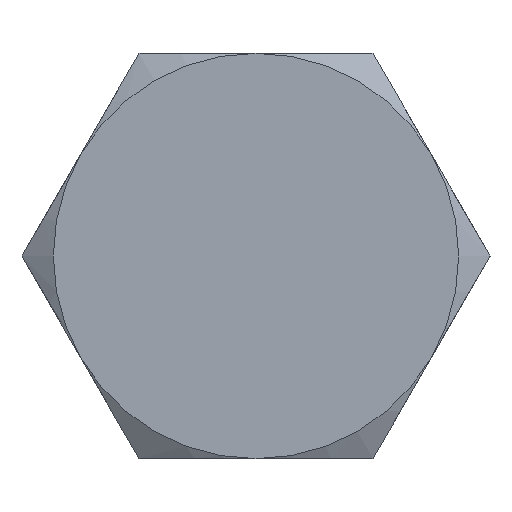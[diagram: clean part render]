
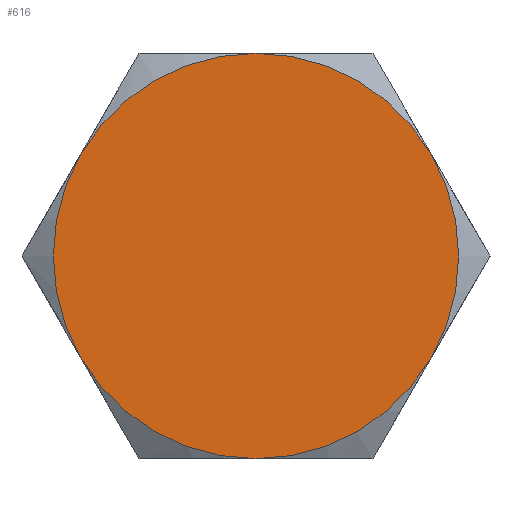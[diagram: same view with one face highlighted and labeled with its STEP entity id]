
A CAD part, left-side view. The second image highlights one B-rep face of the part: STEP entity #616.
In plain terms, the highlighted planar face has unit normal (-1, 0, 0).
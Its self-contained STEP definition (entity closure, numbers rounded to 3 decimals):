
#34=CARTESIAN_POINT('',(-5.3,-0.,-6.5));
#35=VERTEX_POINT('',#34);
#80=CARTESIAN_POINT('',(-5.3,-5.629,-3.25));
#81=VERTEX_POINT('',#80);
#119=CARTESIAN_POINT('',(-5.3,-5.629,3.25));
#120=VERTEX_POINT('',#119);
#160=CARTESIAN_POINT('',(-5.3,5.629,3.25));
#161=VERTEX_POINT('',#160);
#206=CARTESIAN_POINT('',(-5.3,0.,6.5));
#207=VERTEX_POINT('',#206);
#481=CARTESIAN_POINT('',(-5.3,5.629,-3.25));
#482=VERTEX_POINT('',#481);
#507=CARTESIAN_POINT('',(-5.3,0.,0.));
#508=DIRECTION('',(1.,0.,-0.));
#509=DIRECTION('',(-0.,0.,-1.));
#510=AXIS2_PLACEMENT_3D('',#507,#508,#509);
#511=CIRCLE('',#510,6.5);
#512=EDGE_CURVE('',#161,#207,#511,.T.);
#525=CARTESIAN_POINT('',(-5.3,0.,0.));
#526=DIRECTION('',(1.,0.,-0.));
#527=DIRECTION('',(-0.,0.,-1.));
#528=AXIS2_PLACEMENT_3D('',#525,#526,#527);
#529=CIRCLE('',#528,6.5);
#530=EDGE_CURVE('',#207,#120,#529,.T.);
#541=CARTESIAN_POINT('',(-5.3,0.,0.));
#542=DIRECTION('',(1.,0.,-0.));
#543=DIRECTION('',(-0.,0.,-1.));
#544=AXIS2_PLACEMENT_3D('',#541,#542,#543);
#545=CIRCLE('',#544,6.5);
#546=EDGE_CURVE('',#482,#161,#545,.T.);
#558=CARTESIAN_POINT('',(-5.3,0.,0.));
#559=DIRECTION('',(1.,0.,-0.));
#560=DIRECTION('',(-0.,0.,-1.));
#561=AXIS2_PLACEMENT_3D('',#558,#559,#560);
#562=CIRCLE('',#561,6.5);
#563=EDGE_CURVE('',#35,#482,#562,.T.);
#576=CARTESIAN_POINT('',(-5.3,0.,0.));
#577=DIRECTION('',(1.,0.,-0.));
#578=DIRECTION('',(-0.,0.,-1.));
#579=AXIS2_PLACEMENT_3D('',#576,#577,#578);
#580=CIRCLE('',#579,6.5);
#581=EDGE_CURVE('',#81,#35,#580,.T.);
#593=CARTESIAN_POINT('',(-5.3,0.,0.));
#594=DIRECTION('',(1.,0.,-0.));
#595=DIRECTION('',(-0.,0.,-1.));
#596=AXIS2_PLACEMENT_3D('',#593,#594,#595);
#597=CIRCLE('',#596,6.5);
#598=EDGE_CURVE('',#120,#81,#597,.T.);
#603=CARTESIAN_POINT('',(-5.3,0.,0.));
#604=DIRECTION('',(1.,0.,0.));
#605=DIRECTION('',(0.,0.,-1.));
#606=AXIS2_PLACEMENT_3D('',#603,#604,#605);
#607=PLANE('',#606);
#608=ORIENTED_EDGE('',*,*,#546,.F.);
#609=ORIENTED_EDGE('',*,*,#563,.F.);
#610=ORIENTED_EDGE('',*,*,#581,.F.);
#611=ORIENTED_EDGE('',*,*,#598,.F.);
#612=ORIENTED_EDGE('',*,*,#530,.F.);
#613=ORIENTED_EDGE('',*,*,#512,.F.);
#614=EDGE_LOOP('',(#608,#609,#610,#611,#612,#613));
#615=FACE_BOUND('',#614,.T.);
#616=ADVANCED_FACE('',(#615),#607,.F.);
